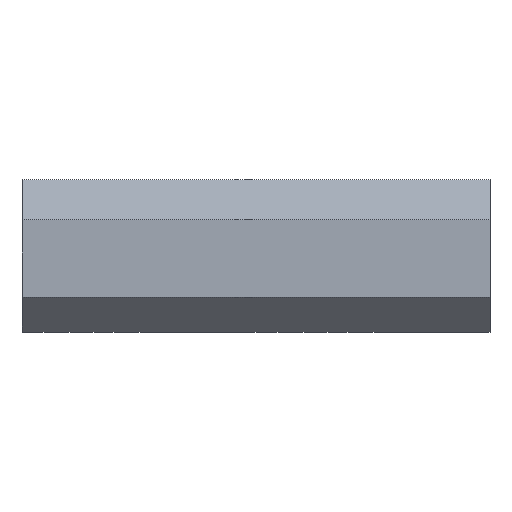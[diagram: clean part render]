
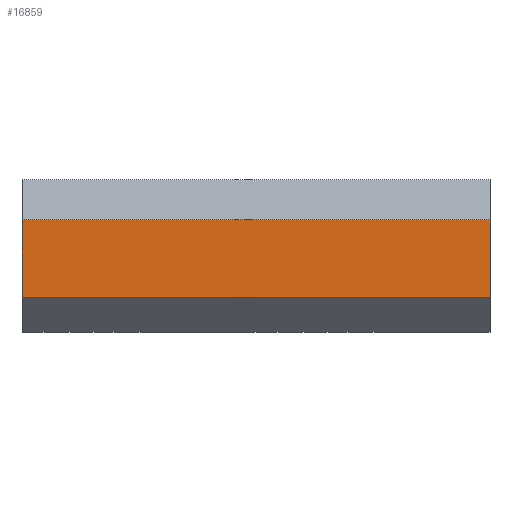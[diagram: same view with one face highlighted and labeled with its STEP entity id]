
A CAD part, top view. The second image highlights one B-rep face of the part: STEP entity #16859.
In plain terms, the highlighted planar face has unit normal (0, 0, 1).
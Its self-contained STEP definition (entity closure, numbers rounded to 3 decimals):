
#14800 = PLANE('',#14801);
#14801 = AXIS2_PLACEMENT_3D('',#14802,#14803,#14804);
#14802 = CARTESIAN_POINT('',(33.75,1.731,5.523));
#14803 = DIRECTION('',(1.,0.,0.));
#14804 = DIRECTION('',(0.,0.,1.));
#14854 = PLANE('',#14855);
#14855 = AXIS2_PLACEMENT_3D('',#14856,#14857,#14858);
#14856 = CARTESIAN_POINT('',(-1.25,1.731,5.523));
#14857 = DIRECTION('',(1.,0.,0.));
#14858 = DIRECTION('',(0.,0.,1.));
#14985 = PLANE('',#14986);
#14986 = AXIS2_PLACEMENT_3D('',#14987,#14988,#14989);
#14987 = CARTESIAN_POINT('',(-1.25,8.4,8.5));
#14988 = DIRECTION('',(0.,-0.447,-0.894));
#14989 = DIRECTION('',(0.,-0.894,0.447));
#15024 = VERTEX_POINT('',#15025);
#15025 = CARTESIAN_POINT('',(-1.25,5.4,10.));
#15046 = EDGE_CURVE('',#15024,#15047,#15049,.T.);
#15047 = VERTEX_POINT('',#15048);
#15048 = CARTESIAN_POINT('',(-1.25,-0.4,10.));
#15049 = SURFACE_CURVE('',#15050,(#15054,#15061),.PCURVE_S1.);
#15050 = LINE('',#15051,#15052);
#15051 = CARTESIAN_POINT('',(-1.25,5.4,10.));
#15052 = VECTOR('',#15053,1.);
#15053 = DIRECTION('',(0.,-1.,0.));
#15054 = PCURVE('',#14854,#15055);
#15055 = DEFINITIONAL_REPRESENTATION('',(#15056),#15060);
#15056 = LINE('',#15057,#15058);
#15057 = CARTESIAN_POINT('',(4.477,-3.669));
#15058 = VECTOR('',#15059,1.);
#15059 = DIRECTION('',(0.,1.));
#15060 = ( GEOMETRIC_REPRESENTATION_CONTEXT(2) 
PARAMETRIC_REPRESENTATION_CONTEXT() REPRESENTATION_CONTEXT('2D SPACE',''
  ) );
#15061 = PCURVE('',#15062,#15067);
#15062 = PLANE('',#15063);
#15063 = AXIS2_PLACEMENT_3D('',#15064,#15065,#15066);
#15064 = CARTESIAN_POINT('',(-1.25,5.4,10.));
#15065 = DIRECTION('',(0.,0.,-1.));
#15066 = DIRECTION('',(0.,-1.,0.));
#15067 = DEFINITIONAL_REPRESENTATION('',(#15068),#15072);
#15068 = LINE('',#15069,#15070);
#15069 = CARTESIAN_POINT('',(0.,-0.));
#15070 = VECTOR('',#15071,1.);
#15071 = DIRECTION('',(1.,0.));
#15072 = ( GEOMETRIC_REPRESENTATION_CONTEXT(2) 
PARAMETRIC_REPRESENTATION_CONTEXT() REPRESENTATION_CONTEXT('2D SPACE',''
  ) );
#15090 = PLANE('',#15091);
#15091 = AXIS2_PLACEMENT_3D('',#15092,#15093,#15094);
#15092 = CARTESIAN_POINT('',(-1.25,-0.4,10.));
#15093 = DIRECTION('',(0.,0.707,-0.707));
#15094 = DIRECTION('',(0.,-0.707,-0.707));
#15186 = VERTEX_POINT('',#15187);
#15187 = CARTESIAN_POINT('',(33.75,5.4,10.));
#15208 = EDGE_CURVE('',#15186,#15209,#15211,.T.);
#15209 = VERTEX_POINT('',#15210);
#15210 = CARTESIAN_POINT('',(33.75,-0.4,10.));
#15211 = SURFACE_CURVE('',#15212,(#15216,#15223),.PCURVE_S1.);
#15212 = LINE('',#15213,#15214);
#15213 = CARTESIAN_POINT('',(33.75,5.4,10.));
#15214 = VECTOR('',#15215,1.);
#15215 = DIRECTION('',(0.,-1.,0.));
#15216 = PCURVE('',#14800,#15217);
#15217 = DEFINITIONAL_REPRESENTATION('',(#15218),#15222);
#15218 = LINE('',#15219,#15220);
#15219 = CARTESIAN_POINT('',(4.477,-3.669));
#15220 = VECTOR('',#15221,1.);
#15221 = DIRECTION('',(0.,1.));
#15222 = ( GEOMETRIC_REPRESENTATION_CONTEXT(2) 
PARAMETRIC_REPRESENTATION_CONTEXT() REPRESENTATION_CONTEXT('2D SPACE',''
  ) );
#15223 = PCURVE('',#15062,#15224);
#15224 = DEFINITIONAL_REPRESENTATION('',(#15225),#15229);
#15225 = LINE('',#15226,#15227);
#15226 = CARTESIAN_POINT('',(0.,-35.));
#15227 = VECTOR('',#15228,1.);
#15228 = DIRECTION('',(1.,0.));
#15229 = ( GEOMETRIC_REPRESENTATION_CONTEXT(2) 
PARAMETRIC_REPRESENTATION_CONTEXT() REPRESENTATION_CONTEXT('2D SPACE',''
  ) );
#16838 = EDGE_CURVE('',#15024,#15186,#16839,.T.);
#16839 = SURFACE_CURVE('',#16840,(#16844,#16851),.PCURVE_S1.);
#16840 = LINE('',#16841,#16842);
#16841 = CARTESIAN_POINT('',(-1.25,5.4,10.));
#16842 = VECTOR('',#16843,1.);
#16843 = DIRECTION('',(1.,0.,0.));
#16844 = PCURVE('',#14985,#16845);
#16845 = DEFINITIONAL_REPRESENTATION('',(#16846),#16850);
#16846 = LINE('',#16847,#16848);
#16847 = CARTESIAN_POINT('',(3.354,0.));
#16848 = VECTOR('',#16849,1.);
#16849 = DIRECTION('',(0.,-1.));
#16850 = ( GEOMETRIC_REPRESENTATION_CONTEXT(2) 
PARAMETRIC_REPRESENTATION_CONTEXT() REPRESENTATION_CONTEXT('2D SPACE',''
  ) );
#16851 = PCURVE('',#15062,#16852);
#16852 = DEFINITIONAL_REPRESENTATION('',(#16853),#16857);
#16853 = LINE('',#16854,#16855);
#16854 = CARTESIAN_POINT('',(0.,-0.));
#16855 = VECTOR('',#16856,1.);
#16856 = DIRECTION('',(0.,-1.));
#16857 = ( GEOMETRIC_REPRESENTATION_CONTEXT(2) 
PARAMETRIC_REPRESENTATION_CONTEXT() REPRESENTATION_CONTEXT('2D SPACE',''
  ) );
#16859 = ADVANCED_FACE('',(#16860),#15062,.F.);
#16860 = FACE_BOUND('',#16861,.F.);
#16861 = EDGE_LOOP('',(#16862,#16863,#16864,#16885));
#16862 = ORIENTED_EDGE('',*,*,#16838,.T.);
#16863 = ORIENTED_EDGE('',*,*,#15208,.T.);
#16864 = ORIENTED_EDGE('',*,*,#16865,.F.);
#16865 = EDGE_CURVE('',#15047,#15209,#16866,.T.);
#16866 = SURFACE_CURVE('',#16867,(#16871,#16878),.PCURVE_S1.);
#16867 = LINE('',#16868,#16869);
#16868 = CARTESIAN_POINT('',(-1.25,-0.4,10.));
#16869 = VECTOR('',#16870,1.);
#16870 = DIRECTION('',(1.,0.,0.));
#16871 = PCURVE('',#15062,#16872);
#16872 = DEFINITIONAL_REPRESENTATION('',(#16873),#16877);
#16873 = LINE('',#16874,#16875);
#16874 = CARTESIAN_POINT('',(5.8,0.));
#16875 = VECTOR('',#16876,1.);
#16876 = DIRECTION('',(0.,-1.));
#16877 = ( GEOMETRIC_REPRESENTATION_CONTEXT(2) 
PARAMETRIC_REPRESENTATION_CONTEXT() REPRESENTATION_CONTEXT('2D SPACE',''
  ) );
#16878 = PCURVE('',#15090,#16879);
#16879 = DEFINITIONAL_REPRESENTATION('',(#16880),#16884);
#16880 = LINE('',#16881,#16882);
#16881 = CARTESIAN_POINT('',(0.,0.));
#16882 = VECTOR('',#16883,1.);
#16883 = DIRECTION('',(0.,-1.));
#16884 = ( GEOMETRIC_REPRESENTATION_CONTEXT(2) 
PARAMETRIC_REPRESENTATION_CONTEXT() REPRESENTATION_CONTEXT('2D SPACE',''
  ) );
#16885 = ORIENTED_EDGE('',*,*,#15046,.F.);
